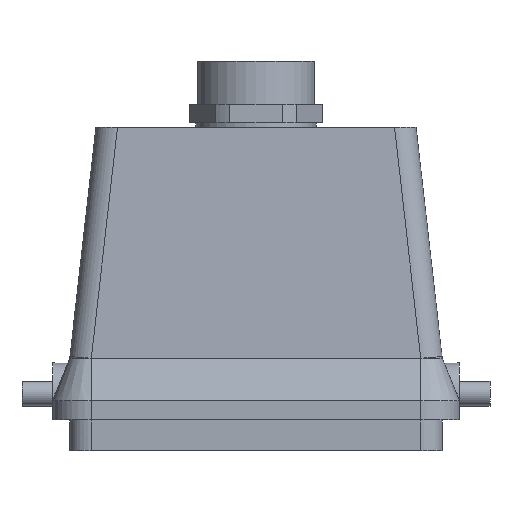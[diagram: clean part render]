
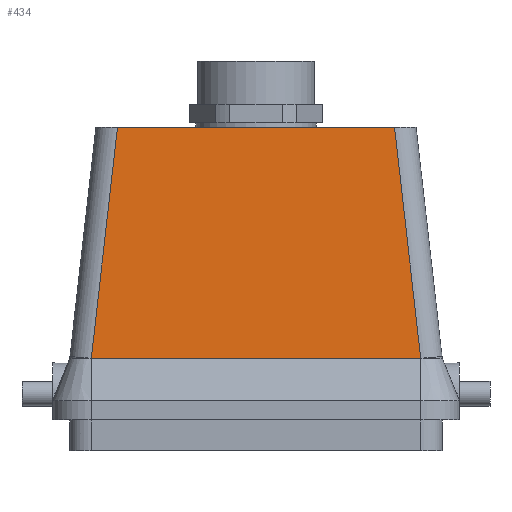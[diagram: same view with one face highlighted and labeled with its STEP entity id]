
A CAD part, front view. The second image highlights one B-rep face of the part: STEP entity #434.
In plain terms, the highlighted planar face has unit normal (0, -0.999, 0.052).
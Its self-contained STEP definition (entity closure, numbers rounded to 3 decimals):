
#434 = ADVANCED_FACE( '', ( #949 ), #950, .T. );
#949 = FACE_OUTER_BOUND( '', #1956, .T. );
#950 = PLANE( '', #1957 );
#1956 = EDGE_LOOP( '', ( #3195, #3196, #3197, #3198 ) );
#1957 = AXIS2_PLACEMENT_3D( '', #3199, #3200, #3201 );
#3195 = ORIENTED_EDGE( '', *, *, #4145, .T. );
#3196 = ORIENTED_EDGE( '', *, *, #4226, .T. );
#3197 = ORIENTED_EDGE( '', *, *, #3802, .F. );
#3198 = ORIENTED_EDGE( '', *, *, #4227, .F. );
#3199 = CARTESIAN_POINT( '', ( -131.932, -39.5, 20. ) );
#3200 = DIRECTION( '', ( 0., -0.999, 0.052 ) );
#3201 = DIRECTION( '', ( 0., 0.052, 0.999 ) );
#3802 = EDGE_CURVE( '', #4439, #4441, #4442, .T. );
#4145 = EDGE_CURVE( '', #4978, #4524, #4979, .T. );
#4226 = EDGE_CURVE( '', #4524, #4441, #5078, .T. );
#4227 = EDGE_CURVE( '', #4978, #4439, #5079, .T. );
#4439 = VERTEX_POINT( '', #5415 );
#4441 = VERTEX_POINT( '', #5417 );
#4442 = LINE( '', #5418, #5419 );
#4524 = VERTEX_POINT( '', #5602 );
#4978 = VERTEX_POINT( '', #6392 );
#4979 = LINE( '', #6393, #6394 );
#5078 = LINE( '', #6644, #6645 );
#5079 = LINE( '', #6646, #6647 );
#5415 = CARTESIAN_POINT( '', ( -44.997, -35.569, 95. ) );
#5417 = CARTESIAN_POINT( '', ( 44.997, -35.569, 95. ) );
#5418 = CARTESIAN_POINT( '', ( -131.932, -35.569, 95. ) );
#5419 = VECTOR( '', #6963, 1000. );
#5602 = CARTESIAN_POINT( '', ( 53.497, -39.5, 20. ) );
#6392 = CARTESIAN_POINT( '', ( -53.497, -39.5, 20. ) );
#6393 = CARTESIAN_POINT( '', ( -131.932, -39.5, 20. ) );
#6394 = VECTOR( '', #7341, 1000. );
#6644 = CARTESIAN_POINT( '', ( 45.085, -35.61, 94.218 ) );
#6645 = VECTOR( '', #7412, 1000. );
#6646 = CARTESIAN_POINT( '', ( -45.085, -35.61, 94.218 ) );
#6647 = VECTOR( '', #7413, 1000. );
#6963 = DIRECTION( '', ( 1., 0., 0. ) );
#7341 = DIRECTION( '', ( 1., 0., 0. ) );
#7412 = DIRECTION( '', ( -0.112, 0.052, 0.992 ) );
#7413 = DIRECTION( '', ( 0.112, 0.052, 0.992 ) );
